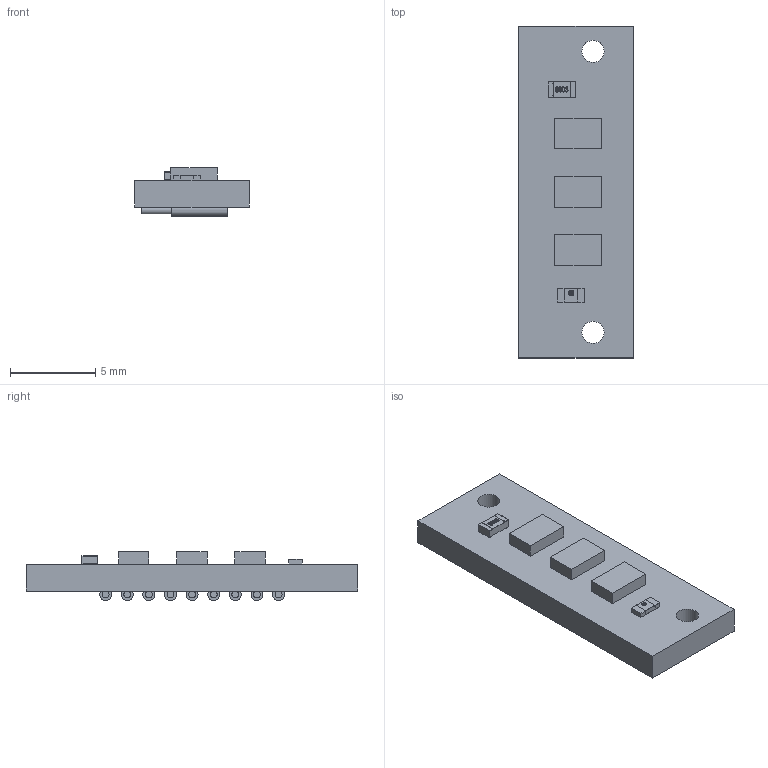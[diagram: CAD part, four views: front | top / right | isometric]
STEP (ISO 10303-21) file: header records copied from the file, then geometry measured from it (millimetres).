
FILE_DESCRIPTION(('Open CASCADE Model'),'2;1');
FILE_NAME('Open CASCADE Shape Model','2016-09-07T21:38:17',('Author'),( 'Open CASCADE'),'Open CASCADE STEP processor 6.8','Open CASCADE 6.8' ,'Unknown');
FILE_SCHEMA(('AUTOMOTIVE_DESIGN { 1 0 10303 214 1 1 1 1 }'));
Length unit declared in the file: millimetre
Products named in the file (13): PCB; Board; H1; wire_awg_26; U1_S3; 1032461304; Extruded; U1_S2; U1_S1; C1; SW3dPS-0603_SMD_Capacitor; RTD1; User_Library-R_0603
Assembly tree (22 placements, depth 4):
  PCB
    Board
    H1
      wire_awg_26  x9
    U1_S3
      1032461304
        Extruded
    U1_S2
      1032461304
        Extruded
    U1_S1
      1032461304
        Extruded
    C1
      SW3dPS-0603_SMD_Capacitor
    RTD1
      User_Library-R_0603
Bounding box: 6.75 x 19.5 x 2.87 mm (x, y, z)
Volume: 228.2 mm3; surface area: 510.3 mm2
Topology: 18 solids, 18 shells, 258 faces, 571 edges, 362 vertices
Faces by surface type: plane 126, bspline 84, cylinder 40, sphere 8
Full cylindrical faces by diameter (mm): 0.404 x9, 0.699 x9, 1.3 x2
Entity records: 26580 total; most frequent: CARTESIAN_POINT 16226, DIRECTION 1185, ORIENTED_EDGE 982, PCURVE 982, DEFINITIONAL_REPRESENTATION 982, LINE 811, VECTOR 811, B_SPLINE_CURVE_WITH_KNOTS 614
